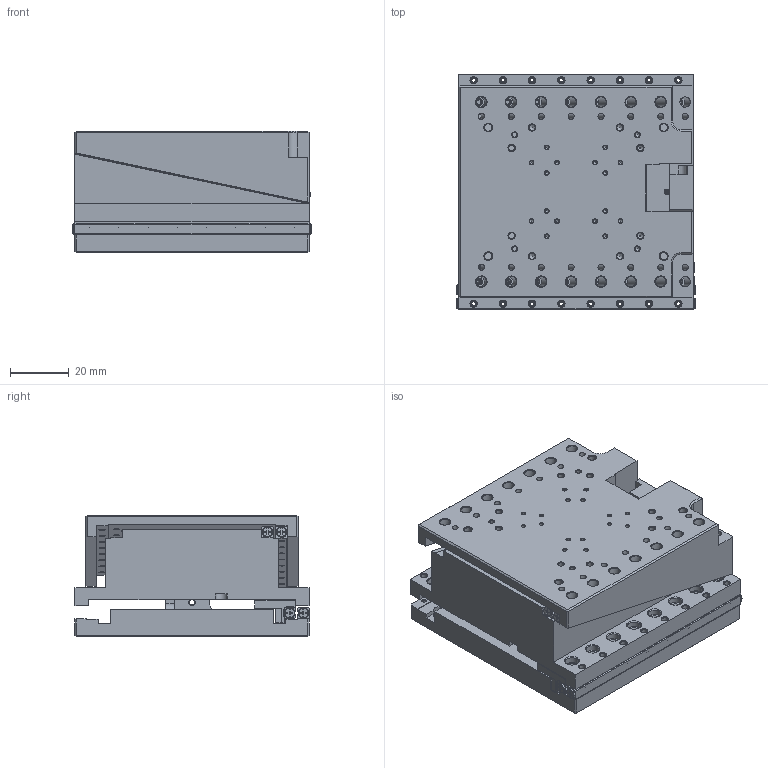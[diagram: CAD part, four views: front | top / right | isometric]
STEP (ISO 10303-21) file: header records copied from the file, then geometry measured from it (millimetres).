
FILE_DESCRIPTION(/* description */ (''),/* implementation_level */ '2;1');
FILE_NAME(/* name */ 'XVP_assy_A.stp',/* time_stamp */ '2023-10-10T16:23:06+02:00',/* author */ (''),/* organization */ (''),/* preprocessor_version */ 'ST-DEVELOPER v16',/* originating_system */ 'SIEMENS PLM Software NX 10.0',/* authorisation */ '');
FILE_SCHEMA (('AUTOMOTIVE_DESIGN { 1 0 10303 214 3 1 1 1 }'));
Length unit declared in the file: millimetre
Products named in the file (10): Bout_M1_6_L8; XVP_vertical_part_A; XVP_top_A; ceramic_ruler_W5_T2_L80; T_lat; XVP_middle_A; guidings; XVP_bottom_plate_A; XVP_vertical_assy; XVP_assy_A
Assembly tree (12 placements, depth 3):
  XVP_assy_A
    XVP_bottom_plate_A
    guidings  x4
    XVP_middle_A
    T_lat
    ceramic_ruler_W5_T2_L80
    XVP_top_A
    XVP_vertical_assy
      XVP_vertical_part_A
      Bout_M1_6_L8
Bounding box: 81.6 x 80 x 41.69 mm (x, y, z)
Volume: 171075.6 mm3; surface area: 72786.9 mm2
Topology: 11 solids, 11 shells, 1387 faces, 3607 edges, 2287 vertices
Faces by surface type: plane 559, cone 417, cylinder 371, bspline 39, torus 1
Full cylindrical faces by diameter (mm): 1.25 x54, 1.567 x32, 1.6 x31, 1.8 x19, 2.05 x40, 2.4 x39, 2.5 x4, 2.6 x2, 2.9 x4, 3 x33, 3.5 x21, 3.6 x8, 4.4 x39, 5.5 x4
Entity records: 37910 total; most frequent: CARTESIAN_POINT 13623, DIRECTION 4966, ORIENTED_EDGE 3972, EDGE_LOOP 2111, AXIS2_PLACEMENT_3D 2021, EDGE_CURVE 1986, FACE_BOUND 1812, VERTEX_POINT 1632
